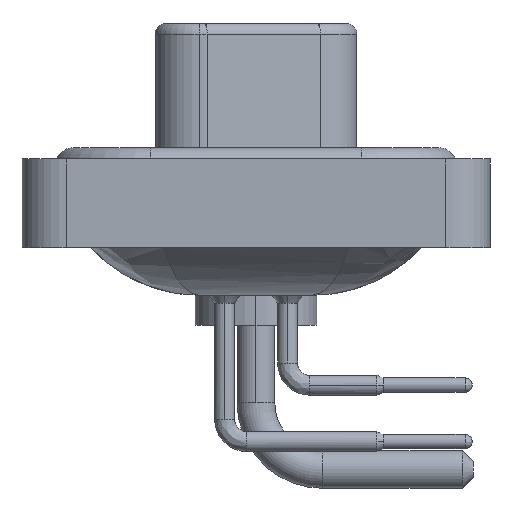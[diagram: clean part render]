
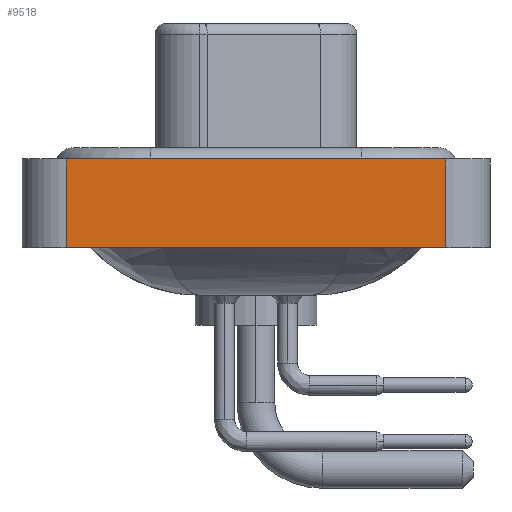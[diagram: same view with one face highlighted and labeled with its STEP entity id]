
A CAD part, left-side view. The second image highlights one B-rep face of the part: STEP entity #9518.
In plain terms, the highlighted planar face has unit normal (-1, 0, 0).
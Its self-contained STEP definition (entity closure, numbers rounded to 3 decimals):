
#1747 = VECTOR ( 'NONE', #22503, 1000. ) ;
#3175 = ORIENTED_EDGE ( 'NONE', *, *, #27201, .T. ) ;
#4255 = CARTESIAN_POINT ( 'NONE',  ( -7.35, -8.55, -3.6 ) ) ;
#4994 = EDGE_CURVE ( 'NONE', #27055, #5780, #26561, .T. ) ;
#5731 = VERTEX_POINT ( 'NONE', #25601 ) ;
#5780 = VERTEX_POINT ( 'NONE', #7961 ) ;
#5826 = CARTESIAN_POINT ( 'NONE',  ( -7.35, -8.55, -3.6 ) ) ;
#6221 = DIRECTION ( 'NONE',  ( 0., 0., 1. ) ) ;
#6511 = EDGE_CURVE ( 'NONE', #5780, #5731, #9791, .T. ) ;
#7792 = ORIENTED_EDGE ( 'NONE', *, *, #22052, .T. ) ;
#7837 = VECTOR ( 'NONE', #21313, 1000. ) ;
#7889 = VECTOR ( 'NONE', #6221, 1000. ) ;
#7961 = CARTESIAN_POINT ( 'NONE',  ( -7.35, 8.55, 0.4 ) ) ;
#8132 = CARTESIAN_POINT ( 'NONE',  ( -7.35, -8.55, -3.6 ) ) ;
#8169 = CARTESIAN_POINT ( 'NONE',  ( -7.35, 8.55, -3.6 ) ) ;
#8180 = VERTEX_POINT ( 'NONE', #8132 ) ;
#8320 = LINE ( 'NONE', #15043, #7889 ) ;
#8442 = EDGE_LOOP ( 'NONE', ( #3175, #16668, #24193, #7792 ) ) ;
#9518 = ADVANCED_FACE ( 'NONE', ( #12691 ), #10451, .T. ) ;
#9791 = LINE ( 'NONE', #12185, #7837 ) ;
#10451 = PLANE ( 'NONE',  #15228 ) ;
#12185 = CARTESIAN_POINT ( 'NONE',  ( -7.35, -8.55, 0.4 ) ) ;
#12691 = FACE_OUTER_BOUND ( 'NONE', #8442, .T. ) ;
#15043 = CARTESIAN_POINT ( 'NONE',  ( -7.35, -8.55, -3.6 ) ) ;
#15228 = AXIS2_PLACEMENT_3D ( 'NONE', #5826, #17475, #21978 ) ;
#16668 = ORIENTED_EDGE ( 'NONE', *, *, #6511, .F. ) ;
#17277 = DIRECTION ( 'NONE',  ( 0., 0., 1. ) ) ;
#17475 = DIRECTION ( 'NONE',  ( -1., 0., 0. ) ) ;
#17835 = VECTOR ( 'NONE', #17277, 1000. ) ;
#21313 = DIRECTION ( 'NONE',  ( 0., -1., 0. ) ) ;
#21978 = DIRECTION ( 'NONE',  ( 0., 0., 1. ) ) ;
#22052 = EDGE_CURVE ( 'NONE', #27055, #8180, #22358, .T. ) ;
#22358 = LINE ( 'NONE', #4255, #1747 ) ;
#22503 = DIRECTION ( 'NONE',  ( 0., -1., 0. ) ) ;
#23930 = CARTESIAN_POINT ( 'NONE',  ( -7.35, 8.55, -3.6 ) ) ;
#24193 = ORIENTED_EDGE ( 'NONE', *, *, #4994, .F. ) ;
#25601 = CARTESIAN_POINT ( 'NONE',  ( -7.35, -8.55, 0.4 ) ) ;
#26561 = LINE ( 'NONE', #8169, #17835 ) ;
#27055 = VERTEX_POINT ( 'NONE', #23930 ) ;
#27201 = EDGE_CURVE ( 'NONE', #8180, #5731, #8320, .T. ) ;
